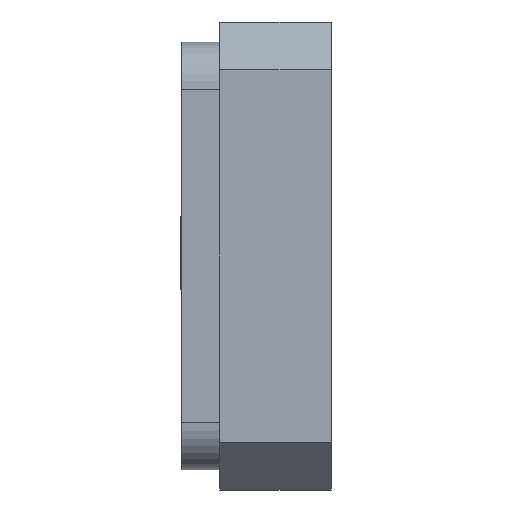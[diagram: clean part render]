
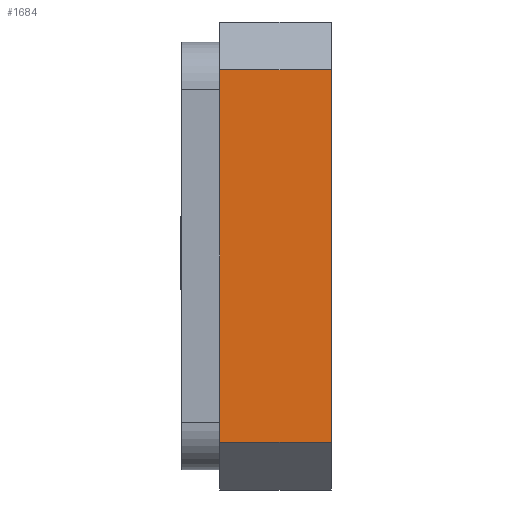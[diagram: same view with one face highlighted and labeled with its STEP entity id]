
A CAD part, left-side view. The second image highlights one B-rep face of the part: STEP entity #1684.
In plain terms, the highlighted planar face has unit normal (-1, 0, 0).
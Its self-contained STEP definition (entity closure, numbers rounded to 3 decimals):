
#144 = DIRECTION ( 'NONE',  ( 0., 0., -1. ) ) ;
#303 = VERTEX_POINT ( 'NONE', #2047 ) ;
#476 = LINE ( 'NONE', #1936, #2845 ) ;
#642 = DIRECTION ( 'NONE',  ( 0., 1., 0. ) ) ;
#736 = ORIENTED_EDGE ( 'NONE', *, *, #3328, .T. ) ;
#1025 = VECTOR ( 'NONE', #3714, 1000. ) ;
#1033 = CARTESIAN_POINT ( 'NONE',  ( -2.975, 2.08, 3.264 ) ) ;
#1393 = AXIS2_PLACEMENT_3D ( 'NONE', #1650, #3107, #642 ) ;
#1453 = EDGE_CURVE ( 'NONE', #3954, #2093, #3678, .T. ) ;
#1461 = ORIENTED_EDGE ( 'NONE', *, *, #1453, .T. ) ;
#1534 = CARTESIAN_POINT ( 'NONE',  ( -2.975, 1.484, 3.01 ) ) ;
#1650 = CARTESIAN_POINT ( 'NONE',  ( -2.975, 2.284, 3.01 ) ) ;
#1684 = ADVANCED_FACE ( 'NONE', ( #3468 ), #2734, .F. ) ;
#1764 = LINE ( 'NONE', #3228, #3743 ) ;
#1833 = EDGE_CURVE ( 'NONE', #2655, #2093, #4411, .T. ) ;
#1886 = CARTESIAN_POINT ( 'NONE',  ( -2.975, 1.484, 5.256 ) ) ;
#1936 = CARTESIAN_POINT ( 'NONE',  ( -2.975, 2.08, 5.51 ) ) ;
#1944 = ORIENTED_EDGE ( 'NONE', *, *, #3093, .F. ) ;
#2047 = CARTESIAN_POINT ( 'NONE',  ( -2.975, 2.08, 5.256 ) ) ;
#2093 = VERTEX_POINT ( 'NONE', #3293 ) ;
#2460 = VECTOR ( 'NONE', #2615, 1000. ) ;
#2615 = DIRECTION ( 'NONE',  ( 0., -1., 0. ) ) ;
#2655 = VERTEX_POINT ( 'NONE', #1886 ) ;
#2734 = PLANE ( 'NONE',  #1393 ) ;
#2845 = VECTOR ( 'NONE', #144, 1000. ) ;
#2857 = DIRECTION ( 'NONE',  ( 0., -1., 0. ) ) ;
#2889 = ORIENTED_EDGE ( 'NONE', *, *, #1833, .F. ) ;
#3000 = CARTESIAN_POINT ( 'NONE',  ( -2.975, 2.284, 3.264 ) ) ;
#3093 = EDGE_CURVE ( 'NONE', #303, #2655, #1764, .T. ) ;
#3107 = DIRECTION ( 'NONE',  ( 1., 0., 0. ) ) ;
#3228 = CARTESIAN_POINT ( 'NONE',  ( -2.975, 2.284, 5.256 ) ) ;
#3293 = CARTESIAN_POINT ( 'NONE',  ( -2.975, 1.484, 3.264 ) ) ;
#3328 = EDGE_CURVE ( 'NONE', #303, #3954, #476, .T. ) ;
#3468 = FACE_OUTER_BOUND ( 'NONE', #3503, .T. ) ;
#3503 = EDGE_LOOP ( 'NONE', ( #1461, #2889, #1944, #736 ) ) ;
#3678 = LINE ( 'NONE', #3000, #2460 ) ;
#3714 = DIRECTION ( 'NONE',  ( 0., 0., -1. ) ) ;
#3743 = VECTOR ( 'NONE', #2857, 1000. ) ;
#3954 = VERTEX_POINT ( 'NONE', #1033 ) ;
#4411 = LINE ( 'NONE', #1534, #1025 ) ;
